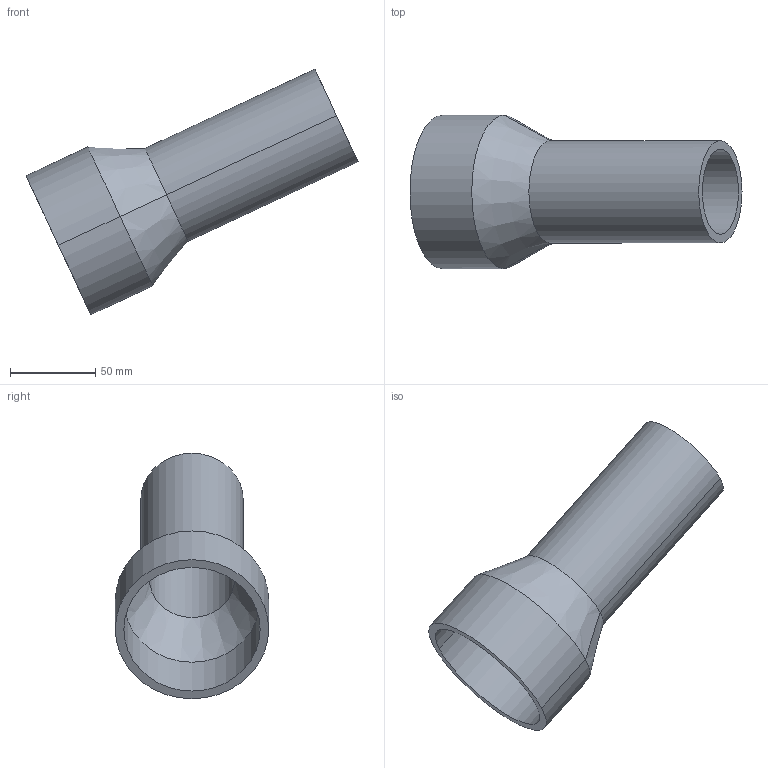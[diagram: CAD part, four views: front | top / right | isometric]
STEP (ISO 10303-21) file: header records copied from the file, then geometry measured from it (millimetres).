
FILE_DESCRIPTION(('CoCreate Modeling STEP Export'),'2;1');
FILE_NAME('lykt.stp','2008-07-11T12:45:40',(''),(''),'CoCreate Modeling STEP processor for AP214 (Solid Model)','CoCreate Modeling 17.00P0623 23-Jun-2008 (C) Parametric Technology GmbH','');
FILE_SCHEMA(('AUTOMOTIVE_DESIGN { 1 0 10303 214 1 1 1 1 }'));
Length unit declared in the file: millimetre
Products named in the file (2): 36949REDUCER
Assembly tree (1 placements, depth 2):
  36949REDUCER
    36949REDUCER
Bounding box: 194.83 x 90 x 144.04 mm (x, y, z)
Volume: 181427 mm3; surface area: 76327.3 mm2
Topology: 1 solids, 1 shells, 14 faces, 28 edges, 16 vertices
Faces by surface type: cylinder 8, cone 4, plane 2
Entity records: 343 total; most frequent: ORIENTED_EDGE 56, DIRECTION 48, CARTESIAN_POINT 46, EDGE_CURVE 28, AXIS2_PLACEMENT_3D 18, VERTEX_POINT 16, EDGE_LOOP 16, FACE_OUTER_BOUND 14
